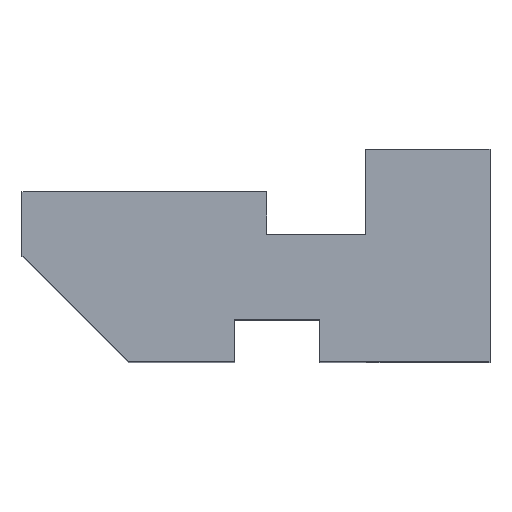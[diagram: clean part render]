
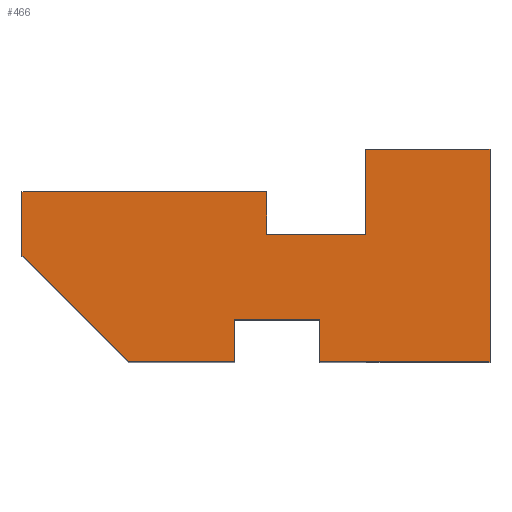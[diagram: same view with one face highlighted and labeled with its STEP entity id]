
A CAD part, top view. The second image highlights one B-rep face of the part: STEP entity #466.
In plain terms, the highlighted planar face has unit normal (0, 0, 1).
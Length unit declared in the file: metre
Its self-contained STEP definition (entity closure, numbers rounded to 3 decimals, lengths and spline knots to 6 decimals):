
#12=ORIENTED_EDGE('',*,*,#146,.T.);
#13=ORIENTED_EDGE('',*,*,#147,.T.);
#14=ORIENTED_EDGE('',*,*,#148,.T.);
#15=ORIENTED_EDGE('',*,*,#149,.T.);
#16=ORIENTED_EDGE('',*,*,#150,.T.);
#17=ORIENTED_EDGE('',*,*,#151,.F.);
#18=ORIENTED_EDGE('',*,*,#152,.F.);
#19=ORIENTED_EDGE('',*,*,#153,.F.);
#20=ORIENTED_EDGE('',*,*,#154,.T.);
#21=ORIENTED_EDGE('',*,*,#155,.F.);
#22=ORIENTED_EDGE('',*,*,#156,.F.);
#23=ORIENTED_EDGE('',*,*,#157,.T.);
#24=ORIENTED_EDGE('',*,*,#158,.T.);
#146=EDGE_CURVE('',#213,#214,#257,.T.);
#147=EDGE_CURVE('',#214,#215,#258,.T.);
#148=EDGE_CURVE('',#215,#216,#259,.T.);
#149=EDGE_CURVE('',#216,#217,#260,.T.);
#150=EDGE_CURVE('',#217,#218,#261,.F.);
#151=EDGE_CURVE('',#219,#218,#262,.T.);
#152=EDGE_CURVE('',#220,#219,#263,.T.);
#153=EDGE_CURVE('',#221,#220,#264,.T.);
#154=EDGE_CURVE('',#221,#222,#265,.T.);
#155=EDGE_CURVE('',#223,#222,#266,.T.);
#156=EDGE_CURVE('',#224,#223,#267,.T.);
#157=EDGE_CURVE('',#224,#225,#268,.T.);
#158=EDGE_CURVE('',#225,#213,#269,.T.);
#213=VERTEX_POINT('',#651);
#214=VERTEX_POINT('',#652);
#215=VERTEX_POINT('',#654);
#216=VERTEX_POINT('',#656);
#217=VERTEX_POINT('',#658);
#218=VERTEX_POINT('',#660);
#219=VERTEX_POINT('',#662);
#220=VERTEX_POINT('',#664);
#221=VERTEX_POINT('',#666);
#222=VERTEX_POINT('',#668);
#223=VERTEX_POINT('',#670);
#224=VERTEX_POINT('',#672);
#225=VERTEX_POINT('',#674);
#257=LINE('',#650,#324);
#258=LINE('',#653,#325);
#259=LINE('',#655,#326);
#260=LINE('',#657,#327);
#261=LINE('',#659,#328);
#262=LINE('',#661,#329);
#263=LINE('',#663,#330);
#264=LINE('',#665,#331);
#265=LINE('',#667,#332);
#266=LINE('',#669,#333);
#267=LINE('',#671,#334);
#268=LINE('',#673,#335);
#269=LINE('',#675,#336);
#324=VECTOR('',#533,1.);
#325=VECTOR('',#534,1.);
#326=VECTOR('',#535,1.);
#327=VECTOR('',#536,1.);
#328=VECTOR('',#537,1.);
#329=VECTOR('',#538,1.);
#330=VECTOR('',#539,1.);
#331=VECTOR('',#540,1.);
#332=VECTOR('',#541,1.);
#333=VECTOR('',#542,1.);
#334=VECTOR('',#543,1.);
#335=VECTOR('',#544,1.);
#336=VECTOR('',#545,1.);
#391=EDGE_LOOP('',(#12,#13,#14,#15,#16,#17,#18,#19,#20,#21,#22,#23,#24));
#416=FACE_BOUND('',#391,.T.);
#441=PLANE('',#504);
#466=ADVANCED_FACE('',(#416),#441,.T.);
#504=AXIS2_PLACEMENT_3D('',#649,#531,#532);
#531=DIRECTION('',(0.,0.,1.));
#532=DIRECTION('',(0.,-1.,0.));
#533=DIRECTION('',(-1.,0.,0.));
#534=DIRECTION('',(0.,1.,0.));
#535=DIRECTION('',(-1.,0.,0.));
#536=DIRECTION('',(0.,-1.,0.));
#537=DIRECTION('',(-0.707,0.707,0.));
#538=DIRECTION('',(-1.,0.,0.));
#539=DIRECTION('',(0.,-1.,0.));
#540=DIRECTION('',(-1.,0.,0.));
#541=DIRECTION('',(0.,-1.,0.));
#542=DIRECTION('',(-1.,0.,0.));
#543=DIRECTION('',(0.,-1.,0.));
#544=DIRECTION('',(-1.,0.,0.));
#545=DIRECTION('',(0.,-1.,0.));
#649=CARTESIAN_POINT('',(-0.161857,-0.04074,0.191583));
#650=CARTESIAN_POINT('',(-0.161857,-0.04328,0.191583));
#651=CARTESIAN_POINT('',(-0.147672,-0.04328,0.191583));
#652=CARTESIAN_POINT('',(-0.153607,-0.04328,0.191583));
#653=CARTESIAN_POINT('',(-0.153607,-0.04328,0.191583));
#654=CARTESIAN_POINT('',(-0.153607,-0.04074,0.191583));
#655=CARTESIAN_POINT('',(-0.161857,-0.04074,0.191583));
#656=CARTESIAN_POINT('',(-0.168207,-0.04074,0.191583));
#657=CARTESIAN_POINT('',(-0.168207,-0.04074,0.191583));
#658=CARTESIAN_POINT('',(-0.168207,-0.04455,0.191583));
#659=CARTESIAN_POINT('',(-0.166937,-0.04582,0.191583));
#660=CARTESIAN_POINT('',(-0.161857,-0.0509,0.191583));
#661=CARTESIAN_POINT('',(-0.161857,-0.0509,0.191583));
#662=CARTESIAN_POINT('',(-0.155507,-0.0509,0.191583));
#663=CARTESIAN_POINT('',(-0.155507,-0.04836,0.191583));
#664=CARTESIAN_POINT('',(-0.155507,-0.04836,0.191583));
#665=CARTESIAN_POINT('',(-0.152967,-0.04836,0.191583));
#666=CARTESIAN_POINT('',(-0.150427,-0.04836,0.191583));
#667=CARTESIAN_POINT('',(-0.150427,-0.04836,0.191583));
#668=CARTESIAN_POINT('',(-0.150427,-0.0509,0.191583));
#669=CARTESIAN_POINT('',(-0.161857,-0.0509,0.191583));
#670=CARTESIAN_POINT('',(-0.140267,-0.0509,0.191583));
#671=CARTESIAN_POINT('',(-0.140267,-0.04074,0.191583));
#672=CARTESIAN_POINT('',(-0.140267,-0.0382,0.191583));
#673=CARTESIAN_POINT('',(-0.143969,-0.0382,0.191583));
#674=CARTESIAN_POINT('',(-0.147672,-0.0382,0.191583));
#675=CARTESIAN_POINT('',(-0.147672,-0.0382,0.191583));
